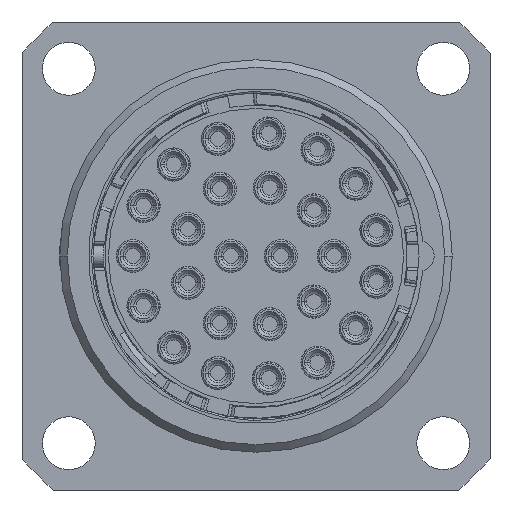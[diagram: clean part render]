
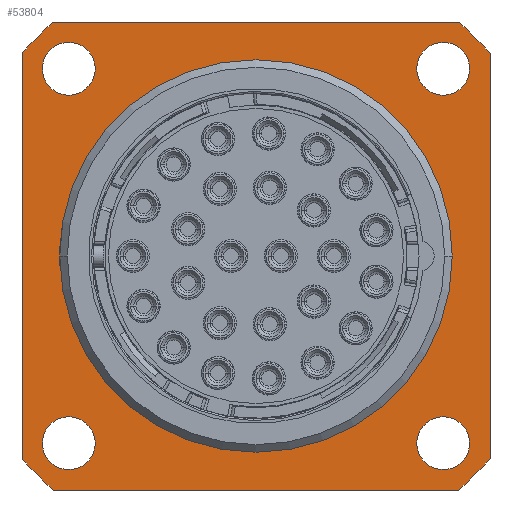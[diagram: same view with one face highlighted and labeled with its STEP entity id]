
A CAD part, left-side view. The second image highlights one B-rep face of the part: STEP entity #53804.
In plain terms, the highlighted planar face has unit normal (-1, 0, 0).
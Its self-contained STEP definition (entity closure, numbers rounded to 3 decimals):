
#9840=CARTESIAN_POINT('',(5.1,15.5,-15.5));
#9841=DIRECTION('',(-1.,0.,0.));
#9842=DIRECTION('',(0.,1.,0.));
#9843=AXIS2_PLACEMENT_3D('',#9840,#9841,#9842);
#9952=CARTESIAN_POINT('',(5.1,15.5,-15.5));
#9953=DIRECTION('',(-1.,0.,0.));
#9954=DIRECTION('',(0.,-1.,0.));
#9955=AXIS2_PLACEMENT_3D('',#9952,#9953,#9954);
#9957=DIRECTION('',(0.,0.,1.));
#9958=VECTOR('',#9957,26.833);
#9959=CARTESIAN_POINT('',(5.1,0.,-28.916));
#9960=LINE('2907',#9959,#9958);
#9961=CARTESIAN_POINT('',(5.1,15.5,-15.5));
#9962=DIRECTION('',(-1.,0.,0.));
#9963=DIRECTION('',(0.,-0.654,-0.756));
#9964=AXIS2_PLACEMENT_3D('',#9961,#9962,#9963);
#9966=DIRECTION('',(0.,-1.,0.));
#9967=VECTOR('',#9966,26.833);
#9968=CARTESIAN_POINT('',(5.1,28.916,-31.));
#9969=LINE('2909',#9968,#9967);
#9970=CARTESIAN_POINT('',(5.1,15.5,-15.5));
#9971=DIRECTION('',(-1.,0.,0.));
#9972=DIRECTION('',(0.,0.756,-0.654));
#9973=AXIS2_PLACEMENT_3D('',#9970,#9971,#9972);
#9975=DIRECTION('',(0.,0.,-1.));
#9976=VECTOR('',#9975,26.833);
#9977=CARTESIAN_POINT('',(5.1,31.,-2.084));
#9978=LINE('2911',#9977,#9976);
#9979=CARTESIAN_POINT('',(5.1,15.5,-15.5));
#9980=DIRECTION('',(-1.,0.,0.));
#9981=DIRECTION('',(0.,0.654,0.756));
#9982=AXIS2_PLACEMENT_3D('',#9979,#9980,#9981);
#9984=DIRECTION('',(0.,1.,0.));
#9985=VECTOR('',#9984,26.833);
#9986=CARTESIAN_POINT('',(5.1,2.084,0.));
#9987=LINE('2913',#9986,#9985);
#9988=CARTESIAN_POINT('',(5.1,15.5,-15.5));
#9989=DIRECTION('',(-1.,0.,0.));
#9990=DIRECTION('',(0.,-0.756,0.654));
#9991=AXIS2_PLACEMENT_3D('',#9988,#9989,#9990);
#9993=CARTESIAN_POINT('',(5.1,27.9,-3.1));
#9994=DIRECTION('',(1.,0.,0.));
#9995=DIRECTION('',(0.,1.,0.));
#9996=AXIS2_PLACEMENT_3D('',#9993,#9994,#9995);
#9998=CARTESIAN_POINT('',(5.1,27.9,-3.1));
#9999=DIRECTION('',(1.,0.,0.));
#10000=DIRECTION('',(0.,-1.,0.));
#10001=AXIS2_PLACEMENT_3D('',#9998,#9999,#10000);
#10003=CARTESIAN_POINT('',(5.1,27.9,-27.9));
#10004=DIRECTION('',(1.,0.,0.));
#10005=DIRECTION('',(0.,1.,0.));
#10006=AXIS2_PLACEMENT_3D('',#10003,#10004,#10005);
#10008=CARTESIAN_POINT('',(5.1,27.9,-27.9));
#10009=DIRECTION('',(1.,0.,0.));
#10010=DIRECTION('',(0.,-1.,0.));
#10011=AXIS2_PLACEMENT_3D('',#10008,#10009,#10010);
#10013=CARTESIAN_POINT('',(5.1,3.1,-27.9));
#10014=DIRECTION('',(1.,0.,0.));
#10015=DIRECTION('',(0.,1.,0.));
#10016=AXIS2_PLACEMENT_3D('',#10013,#10014,#10015);
#10018=CARTESIAN_POINT('',(5.1,3.1,-27.9));
#10019=DIRECTION('',(1.,0.,0.));
#10020=DIRECTION('',(0.,-1.,0.));
#10021=AXIS2_PLACEMENT_3D('',#10018,#10019,#10020);
#10023=CARTESIAN_POINT('',(5.1,3.1,-3.1));
#10024=DIRECTION('',(1.,0.,0.));
#10025=DIRECTION('',(0.,1.,0.));
#10026=AXIS2_PLACEMENT_3D('',#10023,#10024,#10025);
#10028=CARTESIAN_POINT('',(5.1,3.1,-3.1));
#10029=DIRECTION('',(1.,0.,0.));
#10030=DIRECTION('',(0.,-1.,0.));
#10031=AXIS2_PLACEMENT_3D('',#10028,#10029,#10030);
#29267=CARTESIAN_POINT('',(5.1,0.,-28.916));
#29268=CARTESIAN_POINT('',(5.1,0.,-2.084));
#29269=VERTEX_POINT('',#29267);
#29270=VERTEX_POINT('',#29268);
#29271=CARTESIAN_POINT('',(5.1,2.084,-31.));
#29272=VERTEX_POINT('',#29271);
#29273=CARTESIAN_POINT('',(5.1,28.916,-31.));
#29274=VERTEX_POINT('',#29273);
#29275=CARTESIAN_POINT('',(5.1,31.,-28.916));
#29276=VERTEX_POINT('',#29275);
#29277=CARTESIAN_POINT('',(5.1,31.,-2.084));
#29278=VERTEX_POINT('',#29277);
#29279=CARTESIAN_POINT('',(5.1,28.916,0.));
#29280=VERTEX_POINT('',#29279);
#29281=CARTESIAN_POINT('',(5.1,2.084,0.));
#29282=VERTEX_POINT('',#29281);
#29287=CARTESIAN_POINT('',(5.1,2.5,-15.5));
#29288=CARTESIAN_POINT('',(5.1,28.5,-15.5));
#29289=VERTEX_POINT('',#29287);
#29290=VERTEX_POINT('',#29288);
#29299=CARTESIAN_POINT('',(5.1,29.65,-3.1));
#29300=CARTESIAN_POINT('',(5.1,26.15,-3.1));
#29301=VERTEX_POINT('',#29299);
#29302=VERTEX_POINT('',#29300);
#29307=CARTESIAN_POINT('',(5.1,29.65,-27.9));
#29308=CARTESIAN_POINT('',(5.1,26.15,-27.9));
#29309=VERTEX_POINT('',#29307);
#29310=VERTEX_POINT('',#29308);
#29315=CARTESIAN_POINT('',(5.1,4.85,-27.9));
#29316=CARTESIAN_POINT('',(5.1,1.35,-27.9));
#29317=VERTEX_POINT('',#29315);
#29318=VERTEX_POINT('',#29316);
#29323=CARTESIAN_POINT('',(5.1,4.85,-3.1));
#29324=CARTESIAN_POINT('',(5.1,1.35,-3.1));
#29325=VERTEX_POINT('',#29323);
#29326=VERTEX_POINT('',#29324);
#53753=CARTESIAN_POINT('',(5.1,15.5,-15.5));
#53754=DIRECTION('',(1.,0.,0.));
#53755=DIRECTION('',(0.,0.,-1.));
#53756=AXIS2_PLACEMENT_3D('',#53753,#53754,#53755);
#53757=PLANE('273',#53756);
#53759=ORIENTED_EDGE('2907',*,*,#53758,.F.);
#53761=ORIENTED_EDGE('2908',*,*,#53760,.F.);
#53763=ORIENTED_EDGE('2909',*,*,#53762,.F.);
#53765=ORIENTED_EDGE('2910',*,*,#53764,.F.);
#53767=ORIENTED_EDGE('2911',*,*,#53766,.F.);
#53769=ORIENTED_EDGE('2912',*,*,#53768,.F.);
#53771=ORIENTED_EDGE('2913',*,*,#53770,.F.);
#53773=ORIENTED_EDGE('2914',*,*,#53772,.F.);
#53774=EDGE_LOOP('273',(#53759,#53761,#53763,#53765,#53767,#53769,#53771,
#53773));
#53775=FACE_OUTER_BOUND('273',#53774,.F.);
#53776=ORIENTED_EDGE('2924',*,*,#53739,.T.);
#53777=ORIENTED_EDGE('2926',*,*,#53557,.T.);
#53778=EDGE_LOOP('273',(#53776,#53777));
#53779=FACE_BOUND('273',#53778,.F.);
#53781=ORIENTED_EDGE('2932',*,*,#53780,.F.);
#53783=ORIENTED_EDGE('2933',*,*,#53782,.F.);
#53784=EDGE_LOOP('273',(#53781,#53783));
#53785=FACE_BOUND('273',#53784,.F.);
#53787=ORIENTED_EDGE('2938',*,*,#53786,.F.);
#53789=ORIENTED_EDGE('2939',*,*,#53788,.F.);
#53790=EDGE_LOOP('273',(#53787,#53789));
#53791=FACE_BOUND('273',#53790,.F.);
#53793=ORIENTED_EDGE('2944',*,*,#53792,.F.);
#53795=ORIENTED_EDGE('2945',*,*,#53794,.F.);
#53796=EDGE_LOOP('273',(#53793,#53795));
#53797=FACE_BOUND('273',#53796,.F.);
#53799=ORIENTED_EDGE('2950',*,*,#53798,.F.);
#53801=ORIENTED_EDGE('2951',*,*,#53800,.F.);
#53802=EDGE_LOOP('273',(#53799,#53801));
#53803=FACE_BOUND('273',#53802,.F.);
#9844=CIRCLE('2926',#9843,13.);
#9956=CIRCLE('2924',#9955,13.);
#9965=CIRCLE('2908',#9964,20.5);
#9974=CIRCLE('2910',#9973,20.5);
#9983=CIRCLE('2912',#9982,20.5);
#9992=CIRCLE('2914',#9991,20.5);
#9997=CIRCLE('2932',#9996,1.75);
#10002=CIRCLE('2933',#10001,1.75);
#10007=CIRCLE('2938',#10006,1.75);
#10012=CIRCLE('2939',#10011,1.75);
#10017=CIRCLE('2944',#10016,1.75);
#10022=CIRCLE('2945',#10021,1.75);
#10027=CIRCLE('2950',#10026,1.75);
#10032=CIRCLE('2951',#10031,1.75);
#53557=EDGE_CURVE('2926',#29290,#29289,#9844,.T.);
#53739=EDGE_CURVE('2924',#29289,#29290,#9956,.T.);
#53758=EDGE_CURVE('2907',#29269,#29270,#9960,.T.);
#53760=EDGE_CURVE('2908',#29272,#29269,#9965,.T.);
#53762=EDGE_CURVE('2909',#29274,#29272,#9969,.T.);
#53764=EDGE_CURVE('2910',#29276,#29274,#9974,.T.);
#53766=EDGE_CURVE('2911',#29278,#29276,#9978,.T.);
#53768=EDGE_CURVE('2912',#29280,#29278,#9983,.T.);
#53770=EDGE_CURVE('2913',#29282,#29280,#9987,.T.);
#53772=EDGE_CURVE('2914',#29270,#29282,#9992,.T.);
#53780=EDGE_CURVE('2932',#29301,#29302,#9997,.T.);
#53782=EDGE_CURVE('2933',#29302,#29301,#10002,.T.);
#53786=EDGE_CURVE('2938',#29309,#29310,#10007,.T.);
#53788=EDGE_CURVE('2939',#29310,#29309,#10012,.T.);
#53792=EDGE_CURVE('2944',#29317,#29318,#10017,.T.);
#53794=EDGE_CURVE('2945',#29318,#29317,#10022,.T.);
#53798=EDGE_CURVE('2950',#29325,#29326,#10027,.T.);
#53800=EDGE_CURVE('2951',#29326,#29325,#10032,.T.);
#53804=ADVANCED_FACE('273',(#53775,#53779,#53785,#53791,#53797,#53803),#53757,
.F.);
